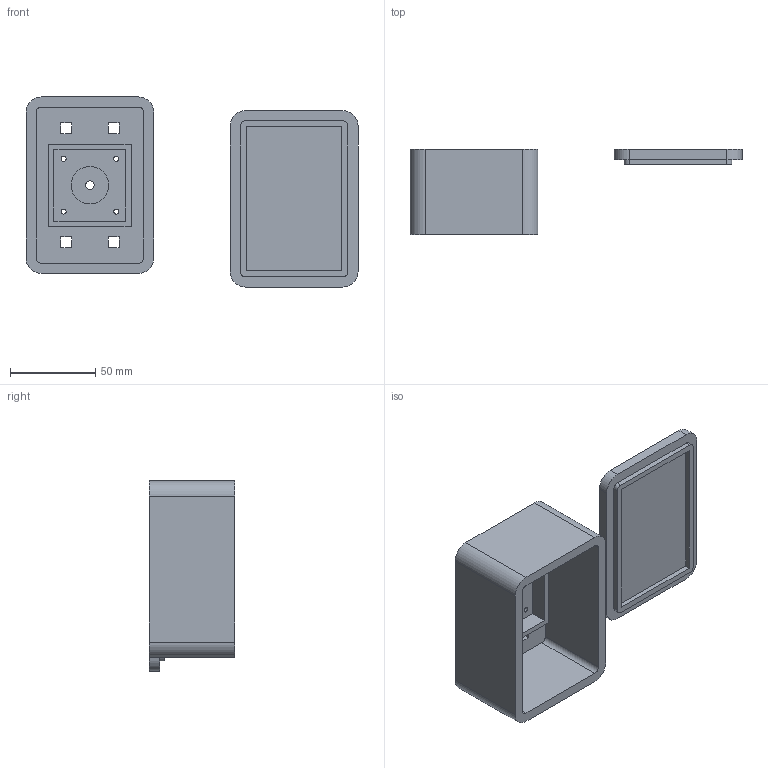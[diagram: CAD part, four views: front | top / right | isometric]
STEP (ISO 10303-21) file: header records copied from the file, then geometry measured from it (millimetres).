
FILE_DESCRIPTION(/* description */ (''),/* implementation_level */ '2;1');
FILE_NAME(/* name */ 'Housing 2 v5.step',/* time_stamp */ '2019-11-25T13:13:57-08:00',/* author */ (''),/* organization */ (''),/* preprocessor_version */ 'ST-DEVELOPER v18',/* originating_system */ 'Autodesk Translation Framework v8.9.1.1155',/* authorisation */ '');
FILE_SCHEMA (('AUTOMOTIVE_DESIGN { 1 0 10303 214 3 1 1 }'));
Length unit declared in the file: millimetre
Products named in the file (1): Housing 2
Bounding box: 195.15 x 50 x 111.72 mm (x, y, z)
Volume: 184634.2 mm3; surface area: 69474.9 mm2
Topology: 2 solids, 2 shells, 76 faces, 198 edges, 132 vertices
Faces by surface type: plane 54, cylinder 22
Full cylindrical faces by diameter (mm): 3 x4, 5.012 x1, 22.05 x1
Entity records: 2394 total; most frequent: CARTESIAN_POINT 407, ORIENTED_EDGE 396, DIRECTION 396, EDGE_CURVE 198, LINE 154, VECTOR 154, VERTEX_POINT 132, AXIS2_PLACEMENT_3D 121
